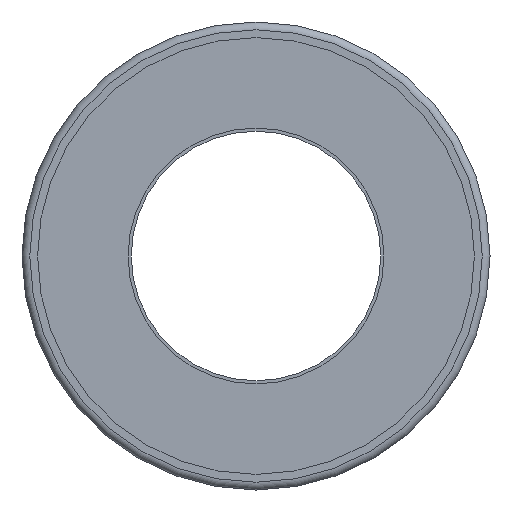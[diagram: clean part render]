
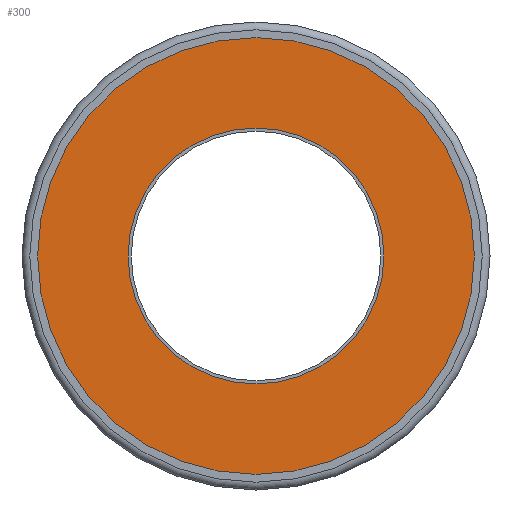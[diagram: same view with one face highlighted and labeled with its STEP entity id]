
A CAD part, front view. The second image highlights one B-rep face of the part: STEP entity #300.
In plain terms, the highlighted planar face has unit normal (0, -1, 0).
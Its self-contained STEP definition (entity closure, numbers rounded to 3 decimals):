
#22=FACE_BOUND('',#83,.T.);
#32=PLANE('',#346);
#58=FACE_OUTER_BOUND('',#82,.T.);
#82=EDGE_LOOP('',(#232));
#83=EDGE_LOOP('',(#233));
#132=CIRCLE('',#342,4.1);
#134=CIRCLE('',#345,7.);
#158=VERTEX_POINT('',#513);
#160=VERTEX_POINT('',#519);
#185=EDGE_CURVE('',#158,#158,#132,.T.);
#188=EDGE_CURVE('',#160,#160,#134,.T.);
#232=ORIENTED_EDGE('',*,*,#188,.F.);
#233=ORIENTED_EDGE('',*,*,#185,.F.);
#300=ADVANCED_FACE('',(#58,#22),#32,.F.);
#342=AXIS2_PLACEMENT_3D('',#515,#409,#410);
#345=AXIS2_PLACEMENT_3D('',#521,#416,#417);
#346=AXIS2_PLACEMENT_3D('',#522,#418,#419);
#409=DIRECTION('center_axis',(0.,-1.,0.));
#410=DIRECTION('ref_axis',(1.,0.,0.));
#416=DIRECTION('center_axis',(0.,1.,0.));
#417=DIRECTION('ref_axis',(1.,0.,0.));
#418=DIRECTION('center_axis',(0.,1.,0.));
#419=DIRECTION('ref_axis',(1.,0.,0.));
#513=CARTESIAN_POINT('',(-4.1,0.01,0.));
#515=CARTESIAN_POINT('Origin',(0.,0.01,0.));
#519=CARTESIAN_POINT('',(-7.,0.01,0.));
#521=CARTESIAN_POINT('Origin',(0.,0.01,0.));
#522=CARTESIAN_POINT('Origin',(0.,0.01,0.));
